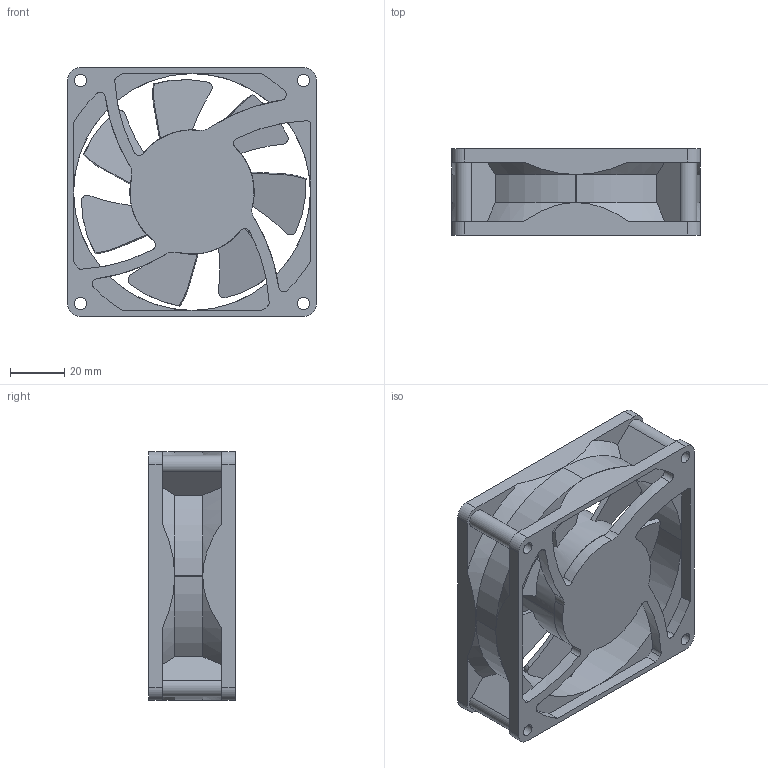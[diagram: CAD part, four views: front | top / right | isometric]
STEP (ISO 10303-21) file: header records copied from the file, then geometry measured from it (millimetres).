
FILE_DESCRIPTION(('starvars output'),'2;1');
FILE_NAME('kldc_out.stp','17:16:36 2014/09/16',( 'Thomas Industrial Network Germany GmbH'),( 'Thomas Industrial Network Germany GmbH'),'unknown preprocess','ACIS' ,'unknown authorization');
FILE_SCHEMA(('AUTOMOTIVE_DESIGN_CC2 {UNKNOWN IMPLEMENTATION LEVEL}'));
Length unit declared in the file: millimetre
Products named in the file (1): PRODUCT_ID_27
Bounding box: 92 x 32 x 92 mm (x, y, z)
Volume: 100480 mm3; surface area: 45135.6 mm2
Topology: 1 solids, 1 shells, 183 faces, 514 edges, 336 vertices
Faces by surface type: cylinder 101, plane 66, cone 16
Entity records: 6997 total; most frequent: ORIENTED_EDGE 1028, CARTESIAN_POINT 1012, DIRECTION 882, EDGE_CURVE 514, AXIS2_PLACEMENT_3D 344, VERTEX_POINT 336, EDGE_LOOP 202, FACE_BOUND 202
